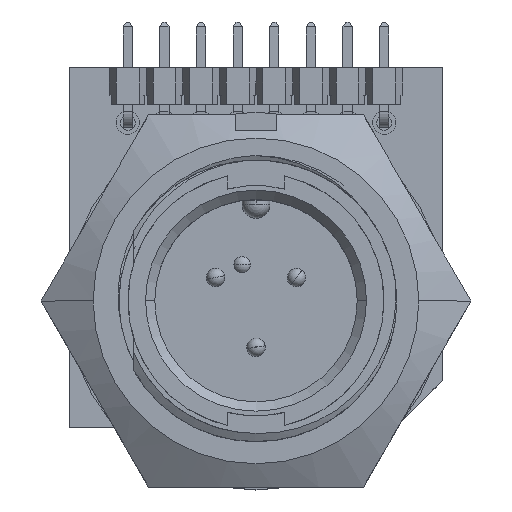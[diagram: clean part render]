
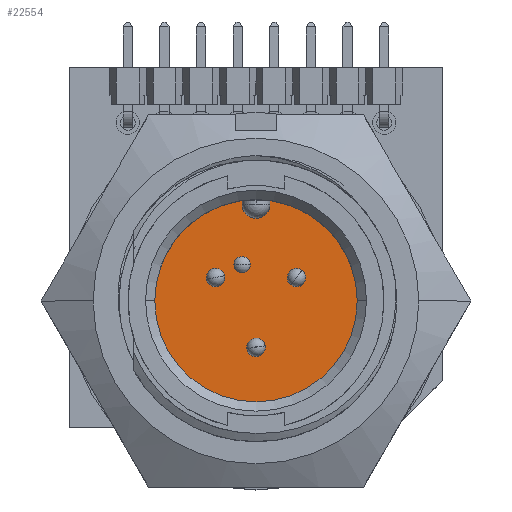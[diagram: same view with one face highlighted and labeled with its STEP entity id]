
A CAD part, top view. The second image highlights one B-rep face of the part: STEP entity #22554.
In plain terms, the highlighted planar face has unit normal (0, 0, 1).
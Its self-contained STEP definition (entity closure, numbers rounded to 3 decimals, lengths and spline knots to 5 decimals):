
#42 = VECTOR ( 'NONE', #27950, 39.37008 ) ;
#244 = EDGE_CURVE ( 'NONE', #19198, #21789, #18940, .T. ) ;
#935 = AXIS2_PLACEMENT_3D ( 'NONE', #14946, #31029, #12275 ) ;
#1141 = VERTEX_POINT ( 'NONE', #6038 ) ;
#1199 = CARTESIAN_POINT ( 'NONE',  ( -0.03, 0.21542, -0.33 ) ) ;
#1232 = AXIS2_PLACEMENT_3D ( 'NONE', #12230, #30990, #14910 ) ;
#1556 = ORIENTED_EDGE ( 'NONE', *, *, #27169, .F. ) ;
#1562 = ORIENTED_EDGE ( 'NONE', *, *, #14412, .F. ) ;
#1747 = CARTESIAN_POINT ( 'NONE',  ( -0.0475, 0.07782, -0.33 ) ) ;
#1755 = DIRECTION ( 'NONE',  ( 0., 0., 1. ) ) ;
#1770 = DIRECTION ( 'NONE',  ( 0., 0., 1. ) ) ;
#2026 = CARTESIAN_POINT ( 'NONE',  ( 0.03, 0.2075, -0.33 ) ) ;
#2033 = DIRECTION ( 'NONE',  ( 1., 0., 0. ) ) ;
#2157 = AXIS2_PLACEMENT_3D ( 'NONE', #31318, #15229, #33995 ) ;
#2239 = EDGE_CURVE ( 'NONE', #16366, #13998, #11316, .T. ) ;
#2363 = AXIS2_PLACEMENT_3D ( 'NONE', #34193, #18139, #2033 ) ;
#2374 = VERTEX_POINT ( 'NONE', #30057 ) ;
#2466 = CARTESIAN_POINT ( 'NONE',  ( -0.10638, 0.04621, -0.33 ) ) ;
#2526 = VECTOR ( 'NONE', #14833, 39.37008 ) ;
#2942 = DIRECTION ( 'NONE',  ( 0., 0., 1. ) ) ;
#3733 = ORIENTED_EDGE ( 'NONE', *, *, #16263, .T. ) ;
#4770 = AXIS2_PLACEMENT_3D ( 'NONE', #19042, #2942, #21701 ) ;
#4876 = CIRCLE ( 'NONE', #14156, 0.01975 ) ;
#5041 = AXIS2_PLACEMENT_3D ( 'NONE', #14924, #33695, #17616 ) ;
#5432 = DIRECTION ( 'NONE',  ( 0., 0., 1. ) ) ;
#5714 = FACE_BOUND ( 'NONE', #11159, .T. ) ;
#6038 = CARTESIAN_POINT ( 'NONE',  ( -0.2175, 0., -0.33 ) ) ;
#6364 = CARTESIAN_POINT ( 'NONE',  ( 0.087, 0.05, -0.33 ) ) ;
#6641 = CARTESIAN_POINT ( 'NONE',  ( -0.0125, 0.07782, -0.33 ) ) ;
#8021 = CIRCLE ( 'NONE', #5041, 0.2175 ) ;
#8187 = DIRECTION ( 'NONE',  ( 0., 0., 1. ) ) ;
#8536 = CIRCLE ( 'NONE', #11993, 0.0175 ) ;
#8776 = ORIENTED_EDGE ( 'NONE', *, *, #25189, .T. ) ;
#8841 = CARTESIAN_POINT ( 'NONE',  ( 0.2175, 0., -0.33 ) ) ;
#9059 = DIRECTION ( 'NONE',  ( 1., 0., 0. ) ) ;
#9612 = CARTESIAN_POINT ( 'NONE',  ( 0., 0., -0.33 ) ) ;
#10094 = ORIENTED_EDGE ( 'NONE', *, *, #28718, .T. ) ;
#10123 = DIRECTION ( 'NONE',  ( 0., 0., 1. ) ) ;
#10647 = EDGE_LOOP ( 'NONE', ( #1562, #1556 ) ) ;
#11159 = EDGE_LOOP ( 'NONE', ( #26542, #29945 ) ) ;
#11316 = CIRCLE ( 'NONE', #4770, 0.01975 ) ;
#11329 = CARTESIAN_POINT ( 'NONE',  ( 0.03, 0.21542, -0.33 ) ) ;
#11432 = AXIS2_PLACEMENT_3D ( 'NONE', #21500, #5432, #24205 ) ;
#11873 = ORIENTED_EDGE ( 'NONE', *, *, #244, .F. ) ;
#11993 = AXIS2_PLACEMENT_3D ( 'NONE', #17862, #1770, #20543 ) ;
#12006 = CARTESIAN_POINT ( 'NONE',  ( -0.06762, 0.05379, -0.33 ) ) ;
#12138 = CARTESIAN_POINT ( 'NONE',  ( 0.03, 0.21542, -0.33 ) ) ;
#12230 = CARTESIAN_POINT ( 'NONE',  ( 0., 0.2075, -0.33 ) ) ;
#12275 = DIRECTION ( 'NONE',  ( 1., 0., 0. ) ) ;
#12353 = AXIS2_PLACEMENT_3D ( 'NONE', #9612, #20191, #12358 ) ;
#12358 = DIRECTION ( 'NONE',  ( 1., 0., 0. ) ) ;
#12881 = VERTEX_POINT ( 'NONE', #6641 ) ;
#12890 = FACE_BOUND ( 'NONE', #33983, .T. ) ;
#13063 = CARTESIAN_POINT ( 'NONE',  ( -0.01953, -0.10295, -0.33 ) ) ;
#13499 = ORIENTED_EDGE ( 'NONE', *, *, #28609, .T. ) ;
#13552 = CIRCLE ( 'NONE', #2363, 0.0175 ) ;
#13683 = CARTESIAN_POINT ( 'NONE',  ( 0.09899, 0.0657, -0.33 ) ) ;
#13998 = VERTEX_POINT ( 'NONE', #13683 ) ;
#14156 = AXIS2_PLACEMENT_3D ( 'NONE', #17850, #1755, #20527 ) ;
#14192 = VERTEX_POINT ( 'NONE', #8841 ) ;
#14201 = EDGE_CURVE ( 'NONE', #13998, #16366, #26178, .T. ) ;
#14317 = CIRCLE ( 'NONE', #19504, 0.2175 ) ;
#14412 = EDGE_CURVE ( 'NONE', #17654, #12881, #8536, .T. ) ;
#14662 = VERTEX_POINT ( 'NONE', #2466 ) ;
#14833 = DIRECTION ( 'NONE',  ( 0., -1., 0. ) ) ;
#14910 = DIRECTION ( 'NONE',  ( 1., 0., 0. ) ) ;
#14924 = CARTESIAN_POINT ( 'NONE',  ( 0., 0., -0.33 ) ) ;
#14946 = CARTESIAN_POINT ( 'NONE',  ( 0., -0.1, -0.33 ) ) ;
#15229 = DIRECTION ( 'NONE',  ( 0., 0., 1. ) ) ;
#15829 = CIRCLE ( 'NONE', #11432, 0.01975 ) ;
#16263 = EDGE_CURVE ( 'NONE', #16910, #2374, #21456, .T. ) ;
#16278 = ORIENTED_EDGE ( 'NONE', *, *, #20941, .F. ) ;
#16280 = VERTEX_POINT ( 'NONE', #12006 ) ;
#16365 = EDGE_CURVE ( 'NONE', #14192, #20375, #8021, .T. ) ;
#16366 = VERTEX_POINT ( 'NONE', #20202 ) ;
#16421 = CARTESIAN_POINT ( 'NONE',  ( -0.03, 0.2075, -0.33 ) ) ;
#16910 = VERTEX_POINT ( 'NONE', #16421 ) ;
#17259 = CIRCLE ( 'NONE', #2157, 0.01975 ) ;
#17551 = EDGE_CURVE ( 'NONE', #33336, #16910, #32753, .T. ) ;
#17616 = DIRECTION ( 'NONE',  ( 1., 0., 0. ) ) ;
#17654 = VERTEX_POINT ( 'NONE', #1747 ) ;
#17850 = CARTESIAN_POINT ( 'NONE',  ( -0.087, 0.05, -0.33 ) ) ;
#17862 = CARTESIAN_POINT ( 'NONE',  ( -0.03, 0.07782, -0.33 ) ) ;
#18139 = DIRECTION ( 'NONE',  ( 0., 0., 1. ) ) ;
#18940 = CIRCLE ( 'NONE', #935, 0.01975 ) ;
#19042 = CARTESIAN_POINT ( 'NONE',  ( 0.087, 0.05, -0.33 ) ) ;
#19198 = VERTEX_POINT ( 'NONE', #26154 ) ;
#19504 = AXIS2_PLACEMENT_3D ( 'NONE', #26202, #10123, #28893 ) ;
#19993 = FACE_OUTER_BOUND ( 'NONE', #20540, .T. ) ;
#20191 = DIRECTION ( 'NONE',  ( 0., 0., 1. ) ) ;
#20202 = CARTESIAN_POINT ( 'NONE',  ( 0.07501, 0.0343, -0.33 ) ) ;
#20375 = VERTEX_POINT ( 'NONE', #11329 ) ;
#20527 = DIRECTION ( 'NONE',  ( 1., 0., 0. ) ) ;
#20540 = EDGE_LOOP ( 'NONE', ( #13499, #28178, #3733, #10094, #8776, #21800 ) ) ;
#20543 = DIRECTION ( 'NONE',  ( 1., 0., 0. ) ) ;
#20941 = EDGE_CURVE ( 'NONE', #21789, #19198, #15829, .T. ) ;
#21149 = CIRCLE ( 'NONE', #26176, 0.2175 ) ;
#21456 = LINE ( 'NONE', #1199, #42 ) ;
#21500 = CARTESIAN_POINT ( 'NONE',  ( 0., -0.1, -0.33 ) ) ;
#21701 = DIRECTION ( 'NONE',  ( 1., 0., 0. ) ) ;
#21789 = VERTEX_POINT ( 'NONE', #13063 ) ;
#21800 = ORIENTED_EDGE ( 'NONE', *, *, #16365, .T. ) ;
#22554 = ADVANCED_FACE ( 'NONE', ( #19993, #27979, #5714, #12890, #33429 ), #25711, .T. ) ;
#22624 = EDGE_CURVE ( 'NONE', #16280, #14662, #4876, .T. ) ;
#23959 = LINE ( 'NONE', #12138, #2526 ) ;
#24205 = DIRECTION ( 'NONE',  ( 1., 0., 0. ) ) ;
#24263 = CARTESIAN_POINT ( 'NONE',  ( 0., 0., -0.33 ) ) ;
#24832 = ORIENTED_EDGE ( 'NONE', *, *, #28165, .F. ) ;
#25151 = DIRECTION ( 'NONE',  ( 0., 0., 1. ) ) ;
#25189 = EDGE_CURVE ( 'NONE', #1141, #14192, #21149, .T. ) ;
#25212 = EDGE_LOOP ( 'NONE', ( #24832, #33549 ) ) ;
#25254 = AXIS2_PLACEMENT_3D ( 'NONE', #6364, #25151, #9059 ) ;
#25711 = PLANE ( 'NONE',  #12353 ) ;
#26154 = CARTESIAN_POINT ( 'NONE',  ( 0.01953, -0.09705, -0.33 ) ) ;
#26176 = AXIS2_PLACEMENT_3D ( 'NONE', #24263, #8187, #26978 ) ;
#26178 = CIRCLE ( 'NONE', #25254, 0.01975 ) ;
#26202 = CARTESIAN_POINT ( 'NONE',  ( 0., 0., -0.33 ) ) ;
#26542 = ORIENTED_EDGE ( 'NONE', *, *, #2239, .F. ) ;
#26978 = DIRECTION ( 'NONE',  ( 1., 0., 0. ) ) ;
#27169 = EDGE_CURVE ( 'NONE', #12881, #17654, #13552, .T. ) ;
#27950 = DIRECTION ( 'NONE',  ( 0., 1., 0. ) ) ;
#27979 = FACE_BOUND ( 'NONE', #10647, .T. ) ;
#28165 = EDGE_CURVE ( 'NONE', #14662, #16280, #17259, .T. ) ;
#28178 = ORIENTED_EDGE ( 'NONE', *, *, #17551, .T. ) ;
#28609 = EDGE_CURVE ( 'NONE', #20375, #33336, #23959, .T. ) ;
#28718 = EDGE_CURVE ( 'NONE', #2374, #1141, #14317, .T. ) ;
#28893 = DIRECTION ( 'NONE',  ( 1., 0., 0. ) ) ;
#29945 = ORIENTED_EDGE ( 'NONE', *, *, #14201, .F. ) ;
#30057 = CARTESIAN_POINT ( 'NONE',  ( -0.03, 0.21542, -0.33 ) ) ;
#30990 = DIRECTION ( 'NONE',  ( 0., 0., -1. ) ) ;
#31029 = DIRECTION ( 'NONE',  ( 0., 0., 1. ) ) ;
#31318 = CARTESIAN_POINT ( 'NONE',  ( -0.087, 0.05, -0.33 ) ) ;
#32753 = CIRCLE ( 'NONE', #1232, 0.03 ) ;
#33336 = VERTEX_POINT ( 'NONE', #2026 ) ;
#33429 = FACE_BOUND ( 'NONE', #25212, .T. ) ;
#33549 = ORIENTED_EDGE ( 'NONE', *, *, #22624, .F. ) ;
#33695 = DIRECTION ( 'NONE',  ( 0., 0., 1. ) ) ;
#33983 = EDGE_LOOP ( 'NONE', ( #11873, #16278 ) ) ;
#33995 = DIRECTION ( 'NONE',  ( 1., 0., 0. ) ) ;
#34193 = CARTESIAN_POINT ( 'NONE',  ( -0.03, 0.07782, -0.33 ) ) ;
